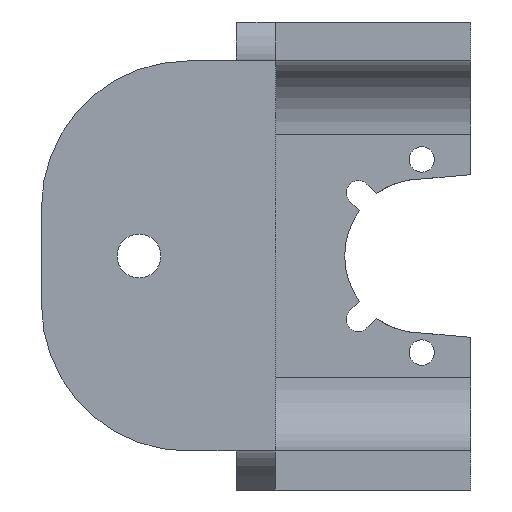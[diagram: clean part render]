
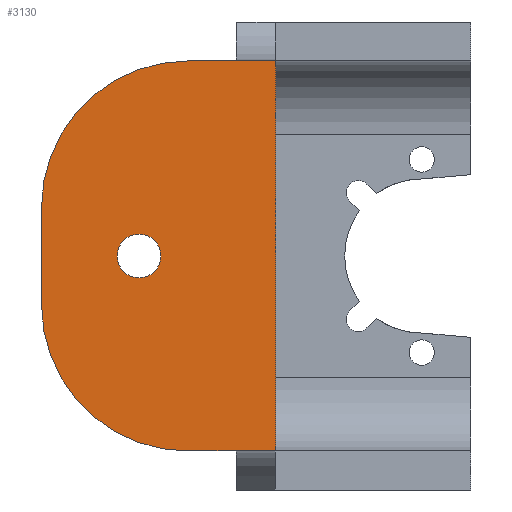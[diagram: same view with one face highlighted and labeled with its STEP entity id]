
A CAD part, front view. The second image highlights one B-rep face of the part: STEP entity #3130.
In plain terms, the highlighted planar face has unit normal (0, -1, 0).
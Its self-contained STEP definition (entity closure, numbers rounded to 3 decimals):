
#42 = VERTEX_POINT ( 'NONE', #2702 ) ;
#56 = ORIENTED_EDGE ( 'NONE', *, *, #2889, .F. ) ;
#89 = EDGE_CURVE ( 'NONE', #42, #1511, #1766, .T. ) ;
#220 = EDGE_LOOP ( 'NONE', ( #3030, #1737 ) ) ;
#270 = CARTESIAN_POINT ( 'NONE',  ( 4., -4., 20. ) ) ;
#338 = CARTESIAN_POINT ( 'NONE',  ( 4., -4., -20. ) ) ;
#462 = VECTOR ( 'NONE', #2975, 1000. ) ;
#475 = CARTESIAN_POINT ( 'NONE',  ( 4., -4., 20. ) ) ;
#532 = LINE ( 'NONE', #2692, #1054 ) ;
#554 = ORIENTED_EDGE ( 'NONE', *, *, #1871, .T. ) ;
#682 = AXIS2_PLACEMENT_3D ( 'NONE', #3218, #1564, #1774 ) ;
#693 = CARTESIAN_POINT ( 'NONE',  ( -20., -4., 5. ) ) ;
#728 = EDGE_CURVE ( 'NONE', #2594, #3286, #1228, .T. ) ;
#742 = DIRECTION ( 'NONE',  ( 1., 0., 0. ) ) ;
#847 = EDGE_CURVE ( 'NONE', #1501, #3025, #3488, .T. ) ;
#889 = DIRECTION ( 'NONE',  ( 0., -1., 0. ) ) ;
#931 = CARTESIAN_POINT ( 'NONE',  ( -10., -4., -2.25 ) ) ;
#1054 = VECTOR ( 'NONE', #3419, 1000. ) ;
#1189 = CIRCLE ( 'NONE', #1638, 2.25 ) ;
#1206 = CARTESIAN_POINT ( 'NONE',  ( -5., -4., 20. ) ) ;
#1211 = VERTEX_POINT ( 'NONE', #475 ) ;
#1228 = LINE ( 'NONE', #1581, #2821 ) ;
#1304 = EDGE_CURVE ( 'NONE', #3025, #2594, #2458, .T. ) ;
#1314 = ORIENTED_EDGE ( 'NONE', *, *, #2826, .F. ) ;
#1331 = CARTESIAN_POINT ( 'NONE',  ( -5., -4., 5. ) ) ;
#1363 = LINE ( 'NONE', #270, #462 ) ;
#1388 = AXIS2_PLACEMENT_3D ( 'NONE', #2397, #2416, #3499 ) ;
#1454 = VECTOR ( 'NONE', #2351, 1000. ) ;
#1501 = VERTEX_POINT ( 'NONE', #693 ) ;
#1511 = VERTEX_POINT ( 'NONE', #931 ) ;
#1564 = DIRECTION ( 'NONE',  ( 0., 1., 0. ) ) ;
#1581 = CARTESIAN_POINT ( 'NONE',  ( 4., -4., -20. ) ) ;
#1591 = CARTESIAN_POINT ( 'NONE',  ( -10., -4., 0. ) ) ;
#1638 = AXIS2_PLACEMENT_3D ( 'NONE', #3442, #2932, #3139 ) ;
#1706 = EDGE_CURVE ( 'NONE', #1511, #42, #1189, .T. ) ;
#1727 = CARTESIAN_POINT ( 'NONE',  ( -5., -4., -20. ) ) ;
#1737 = ORIENTED_EDGE ( 'NONE', *, *, #89, .F. ) ;
#1766 = CIRCLE ( 'NONE', #1943, 2.25 ) ;
#1770 = ORIENTED_EDGE ( 'NONE', *, *, #1304, .T. ) ;
#1774 = DIRECTION ( 'NONE',  ( -1., 0., 0. ) ) ;
#1871 = EDGE_CURVE ( 'NONE', #2682, #1501, #2524, .T. ) ;
#1943 = AXIS2_PLACEMENT_3D ( 'NONE', #1591, #2413, #3497 ) ;
#2007 = CARTESIAN_POINT ( 'NONE',  ( -20., -4., -5. ) ) ;
#2283 = EDGE_LOOP ( 'NONE', ( #1314, #554, #2755, #1770, #3001, #56 ) ) ;
#2330 = PLANE ( 'NONE',  #682 ) ;
#2351 = DIRECTION ( 'NONE',  ( 0., 0., -1. ) ) ;
#2397 = CARTESIAN_POINT ( 'NONE',  ( -5., -4., -5. ) ) ;
#2413 = DIRECTION ( 'NONE',  ( 0., -1., 0. ) ) ;
#2416 = DIRECTION ( 'NONE',  ( 0., -1., 0. ) ) ;
#2458 = CIRCLE ( 'NONE', #1388, 15. ) ;
#2524 = CIRCLE ( 'NONE', #3154, 15. ) ;
#2594 = VERTEX_POINT ( 'NONE', #1727 ) ;
#2682 = VERTEX_POINT ( 'NONE', #1206 ) ;
#2692 = CARTESIAN_POINT ( 'NONE',  ( 4., -4., 20. ) ) ;
#2702 = CARTESIAN_POINT ( 'NONE',  ( -10., -4., 2.25 ) ) ;
#2755 = ORIENTED_EDGE ( 'NONE', *, *, #847, .T. ) ;
#2821 = VECTOR ( 'NONE', #742, 1000. ) ;
#2826 = EDGE_CURVE ( 'NONE', #2682, #1211, #532, .T. ) ;
#2889 = EDGE_CURVE ( 'NONE', #1211, #3286, #1363, .T. ) ;
#2920 = FACE_BOUND ( 'NONE', #220, .T. ) ;
#2932 = DIRECTION ( 'NONE',  ( 0., -1., 0. ) ) ;
#2938 = FACE_OUTER_BOUND ( 'NONE', #2283, .T. ) ;
#2975 = DIRECTION ( 'NONE',  ( 0., 0., -1. ) ) ;
#3001 = ORIENTED_EDGE ( 'NONE', *, *, #728, .T. ) ;
#3025 = VERTEX_POINT ( 'NONE', #2007 ) ;
#3030 = ORIENTED_EDGE ( 'NONE', *, *, #1706, .F. ) ;
#3130 = ADVANCED_FACE ( 'NONE', ( #2938, #2920 ), #2330, .F. ) ;
#3139 = DIRECTION ( 'NONE',  ( 0., 0., -1. ) ) ;
#3154 = AXIS2_PLACEMENT_3D ( 'NONE', #1331, #889, #3228 ) ;
#3185 = CARTESIAN_POINT ( 'NONE',  ( -20., -4., 20. ) ) ;
#3218 = CARTESIAN_POINT ( 'NONE',  ( 4., -4., 20. ) ) ;
#3228 = DIRECTION ( 'NONE',  ( -1., 0., 0. ) ) ;
#3286 = VERTEX_POINT ( 'NONE', #338 ) ;
#3419 = DIRECTION ( 'NONE',  ( 1., 0., 0. ) ) ;
#3442 = CARTESIAN_POINT ( 'NONE',  ( -10., -4., 0. ) ) ;
#3488 = LINE ( 'NONE', #3185, #1454 ) ;
#3497 = DIRECTION ( 'NONE',  ( 0., 0., -1. ) ) ;
#3499 = DIRECTION ( 'NONE',  ( -1., 0., 0. ) ) ;
